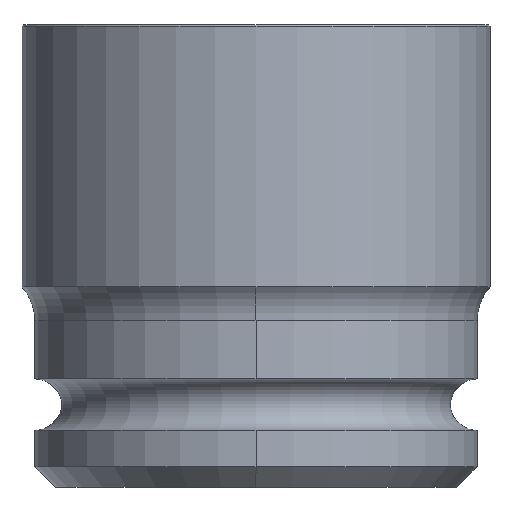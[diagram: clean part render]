
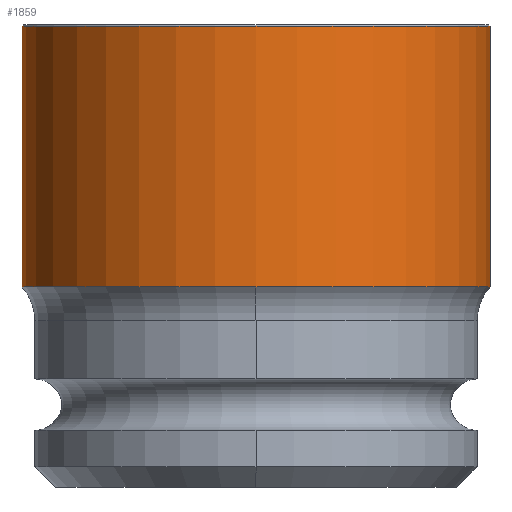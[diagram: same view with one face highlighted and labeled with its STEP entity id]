
A CAD part, left-side view. The second image highlights one B-rep face of the part: STEP entity #1859.
In plain terms, the highlighted cylindrical face has radius 45.5 mm (diameter 91 mm), a partial arc.
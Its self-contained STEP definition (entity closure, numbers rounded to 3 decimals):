
#378=DIRECTION('',(0.,0.,1.));
#379=VECTOR('',#378,50.7);
#380=CARTESIAN_POINT('',(0.,45.5,39.));
#381=LINE('',#380,#379);
#382=DIRECTION('',(0.,0.,1.));
#383=VECTOR('',#382,50.7);
#384=CARTESIAN_POINT('',(0.,-45.5,39.));
#385=LINE('',#384,#383);
#822=CARTESIAN_POINT('',(0.,0.,89.7));
#823=DIRECTION('',(0.,0.,1.));
#824=DIRECTION('',(0.,1.,0.));
#825=AXIS2_PLACEMENT_3D('',#822,#823,#824);
#827=CARTESIAN_POINT('',(0.,0.,39.));
#828=DIRECTION('',(0.,0.,1.));
#829=DIRECTION('',(-1.,0.,0.));
#830=AXIS2_PLACEMENT_3D('',#827,#828,#829);
#832=CARTESIAN_POINT('',(0.,0.,39.));
#833=DIRECTION('',(0.,0.,1.));
#834=DIRECTION('',(0.,1.,0.));
#835=AXIS2_PLACEMENT_3D('',#832,#833,#834);
#937=CARTESIAN_POINT('',(0.,45.5,39.));
#938=CARTESIAN_POINT('',(-45.5,0.,39.));
#939=VERTEX_POINT('',#937);
#940=VERTEX_POINT('',#938);
#945=CARTESIAN_POINT('',(0.,-45.5,39.));
#946=VERTEX_POINT('',#945);
#978=CARTESIAN_POINT('',(0.,-45.5,89.7));
#979=CARTESIAN_POINT('',(0.,45.5,89.7));
#980=VERTEX_POINT('',#978);
#981=VERTEX_POINT('',#979);
#1847=CARTESIAN_POINT('',(0.,0.,36.45));
#1848=DIRECTION('',(0.,0.,1.));
#1849=DIRECTION('',(0.,1.,0.));
#1850=AXIS2_PLACEMENT_3D('',#1847,#1848,#1849);
#1851=CYLINDRICAL_SURFACE('',#1850,45.5);
#1852=ORIENTED_EDGE('',*,*,#1841,.T.);
#1853=ORIENTED_EDGE('',*,*,#1305,.F.);
#1854=ORIENTED_EDGE('',*,*,#1272,.F.);
#1855=ORIENTED_EDGE('',*,*,#1286,.F.);
#1856=ORIENTED_EDGE('',*,*,#1302,.T.);
#1857=EDGE_LOOP('',(#1852,#1853,#1854,#1855,#1856));
#1858=FACE_OUTER_BOUND('',#1857,.F.);
#1859=ADVANCED_FACE('',(#1858),#1851,.T.);
#826=CIRCLE('',#825,45.5);
#831=CIRCLE('',#830,45.5);
#836=CIRCLE('',#835,45.5);
#1272=EDGE_CURVE('',#940,#946,#831,.T.);
#1286=EDGE_CURVE('',#939,#940,#836,.T.);
#1302=EDGE_CURVE('',#939,#981,#381,.T.);
#1305=EDGE_CURVE('',#946,#980,#385,.T.);
#1841=EDGE_CURVE('',#981,#980,#826,.T.);
